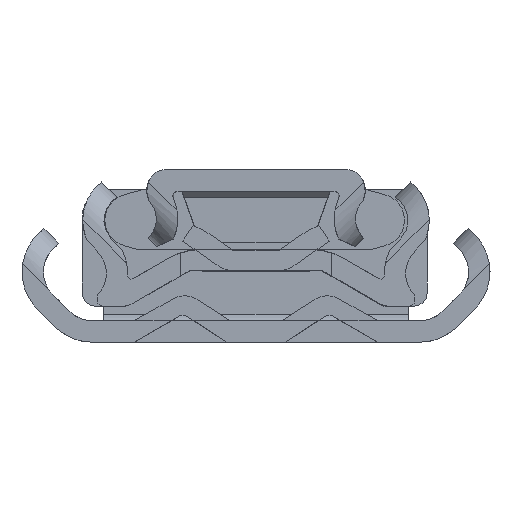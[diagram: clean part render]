
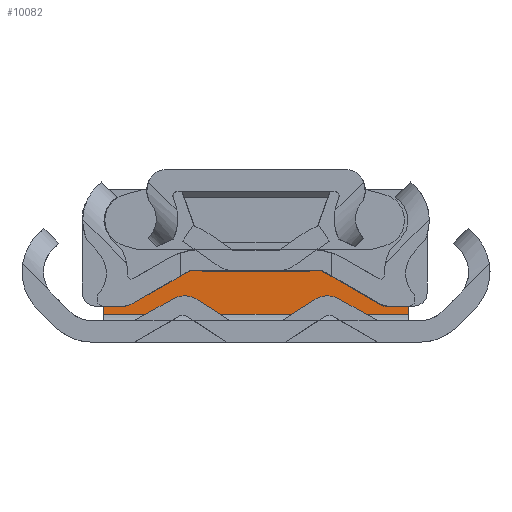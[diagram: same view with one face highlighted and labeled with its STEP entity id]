
A CAD part, left-side view. The second image highlights one B-rep face of the part: STEP entity #10082.
In plain terms, the highlighted planar face has unit normal (-1, 0, 0).
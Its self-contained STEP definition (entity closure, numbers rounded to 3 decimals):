
#181 = LINE ( 'NONE', #3666, #4485 ) ;
#678 = CARTESIAN_POINT ( 'NONE',  ( 557.2, -9.5, 6.4 ) ) ;
#698 = EDGE_CURVE ( 'NONE', #9318, #7945, #2942, .T. ) ;
#817 = CARTESIAN_POINT ( 'NONE',  ( 557.2, 11.5, 6.4 ) ) ;
#1152 = DIRECTION ( 'NONE',  ( 1., 0., 0. ) ) ;
#1543 = DIRECTION ( 'NONE',  ( 0., -1., 0. ) ) ;
#1635 = DIRECTION ( 'NONE',  ( 0., 0., -1. ) ) ;
#1688 = LINE ( 'NONE', #9563, #5017 ) ;
#2150 = ORIENTED_EDGE ( 'NONE', *, *, #698, .F. ) ;
#2594 = ORIENTED_EDGE ( 'NONE', *, *, #7367, .T. ) ;
#2614 = CIRCLE ( 'NONE', #10193, 2. ) ;
#2718 = FACE_OUTER_BOUND ( 'NONE', #5793, .T. ) ;
#2839 = VECTOR ( 'NONE', #3489, 1000. ) ;
#2942 = CIRCLE ( 'NONE', #4237, 2. ) ;
#3489 = DIRECTION ( 'NONE',  ( 0., 0., 1. ) ) ;
#3666 = CARTESIAN_POINT ( 'NONE',  ( 557.2, 9.5, 8.4 ) ) ;
#3677 = ORIENTED_EDGE ( 'NONE', *, *, #5125, .F. ) ;
#3795 = EDGE_CURVE ( 'NONE', #8046, #8448, #1688, .T. ) ;
#3988 = CARTESIAN_POINT ( 'NONE',  ( 557.2, 9.5, 6.4 ) ) ;
#4151 = CARTESIAN_POINT ( 'NONE',  ( 557.2, -9.5, 6.4 ) ) ;
#4231 = ORIENTED_EDGE ( 'NONE', *, *, #3795, .F. ) ;
#4237 = AXIS2_PLACEMENT_3D ( 'NONE', #3988, #1152, #9194 ) ;
#4432 = VERTEX_POINT ( 'NONE', #7564 ) ;
#4485 = VECTOR ( 'NONE', #5396, 1000. ) ;
#4580 = CARTESIAN_POINT ( 'NONE',  ( 557.2, -11.5, 2.1 ) ) ;
#4593 = CARTESIAN_POINT ( 'NONE',  ( 557.2, -11.5, 6.4 ) ) ;
#5017 = VECTOR ( 'NONE', #1635, 1000. ) ;
#5092 = VERTEX_POINT ( 'NONE', #8759 ) ;
#5125 = EDGE_CURVE ( 'NONE', #4432, #9318, #6921, .T. ) ;
#5178 = EDGE_CURVE ( 'NONE', #7945, #5092, #181, .T. ) ;
#5396 = DIRECTION ( 'NONE',  ( 0., -1., 0. ) ) ;
#5793 = EDGE_LOOP ( 'NONE', ( #3677, #2594, #4231, #9969, #8555, #2150 ) ) ;
#6328 = EDGE_CURVE ( 'NONE', #5092, #8046, #2614, .T. ) ;
#6878 = LINE ( 'NONE', #10285, #7845 ) ;
#6921 = LINE ( 'NONE', #817, #2839 ) ;
#7367 = EDGE_CURVE ( 'NONE', #4432, #8448, #6878, .T. ) ;
#7564 = CARTESIAN_POINT ( 'NONE',  ( 557.2, 11.5, 2.1 ) ) ;
#7760 = DIRECTION ( 'NONE',  ( 0., 0., -1. ) ) ;
#7845 = VECTOR ( 'NONE', #1543, 1000. ) ;
#7945 = VERTEX_POINT ( 'NONE', #8822 ) ;
#8046 = VERTEX_POINT ( 'NONE', #4593 ) ;
#8448 = VERTEX_POINT ( 'NONE', #4580 ) ;
#8555 = ORIENTED_EDGE ( 'NONE', *, *, #5178, .F. ) ;
#8759 = CARTESIAN_POINT ( 'NONE',  ( 557.2, -9.5, 8.4 ) ) ;
#8822 = CARTESIAN_POINT ( 'NONE',  ( 557.2, 9.5, 8.4 ) ) ;
#9011 = CARTESIAN_POINT ( 'NONE',  ( 557.2, 11.5, 6.4 ) ) ;
#9194 = DIRECTION ( 'NONE',  ( 0., 0., -1. ) ) ;
#9318 = VERTEX_POINT ( 'NONE', #9011 ) ;
#9412 = DIRECTION ( 'NONE',  ( 0., 0., -1. ) ) ;
#9563 = CARTESIAN_POINT ( 'NONE',  ( 557.2, -11.5, 6.4 ) ) ;
#9599 = PLANE ( 'NONE',  #11169 ) ;
#9969 = ORIENTED_EDGE ( 'NONE', *, *, #6328, .F. ) ;
#10082 = ADVANCED_FACE ( 'NONE', ( #2718 ), #9599, .F. ) ;
#10193 = AXIS2_PLACEMENT_3D ( 'NONE', #4151, #10393, #9412 ) ;
#10285 = CARTESIAN_POINT ( 'NONE',  ( 557.2, -11.5, 2.1 ) ) ;
#10393 = DIRECTION ( 'NONE',  ( 1., 0., 0. ) ) ;
#10410 = DIRECTION ( 'NONE',  ( 1., 0., 0. ) ) ;
#11169 = AXIS2_PLACEMENT_3D ( 'NONE', #678, #10410, #7760 ) ;
